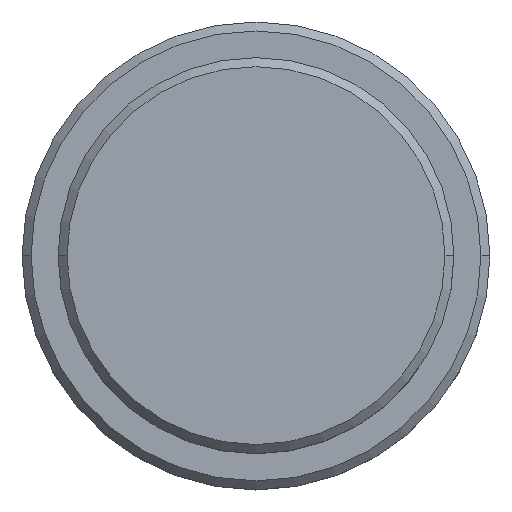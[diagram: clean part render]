
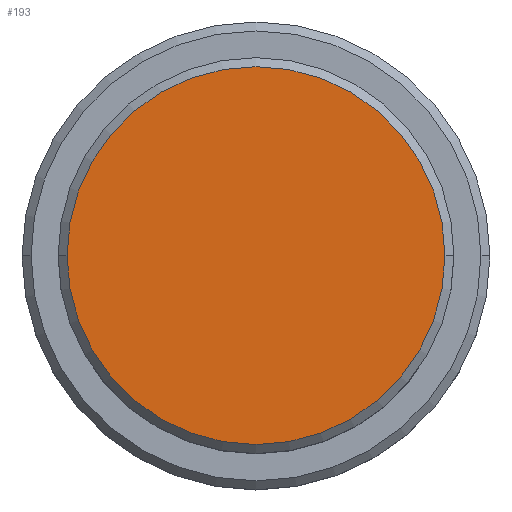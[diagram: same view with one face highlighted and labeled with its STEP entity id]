
A CAD part, top view. The second image highlights one B-rep face of the part: STEP entity #193.
In plain terms, the highlighted planar face has unit normal (0, 0, 1).
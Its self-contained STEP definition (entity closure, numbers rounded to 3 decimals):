
#38 = FACE_OUTER_BOUND ( 'NONE', #973, .T. ) ;
#49 = AXIS2_PLACEMENT_3D ( 'NONE', #865, #551, #1285 ) ;
#60 = VERTEX_POINT ( 'NONE', #884 ) ;
#192 = AXIS2_PLACEMENT_3D ( 'NONE', #276, #406, #1160 ) ;
#193 = ADVANCED_FACE ( 'NONE', ( #38 ), #834, .T. ) ;
#276 = CARTESIAN_POINT ( 'NONE',  ( 0., 0., 0. ) ) ;
#298 = ORIENTED_EDGE ( 'NONE', *, *, #705, .T. ) ;
#301 = EDGE_CURVE ( 'NONE', #1290, #60, #799, .T. ) ;
#406 = DIRECTION ( 'NONE',  ( 0., 0., 1. ) ) ;
#417 = CARTESIAN_POINT ( 'NONE',  ( 10.5, 0., 0. ) ) ;
#551 = DIRECTION ( 'NONE',  ( 0., 0., 1. ) ) ;
#595 = DIRECTION ( 'NONE',  ( 0., 0., 1. ) ) ;
#705 = EDGE_CURVE ( 'NONE', #60, #1290, #759, .T. ) ;
#707 = CARTESIAN_POINT ( 'NONE',  ( 0., 0., 0. ) ) ;
#759 = CIRCLE ( 'NONE', #1352, 10.5 ) ;
#799 = CIRCLE ( 'NONE', #49, 10.5 ) ;
#834 = PLANE ( 'NONE',  #192 ) ;
#865 = CARTESIAN_POINT ( 'NONE',  ( 0., 0., 0. ) ) ;
#868 = ORIENTED_EDGE ( 'NONE', *, *, #301, .T. ) ;
#884 = CARTESIAN_POINT ( 'NONE',  ( -10.5, 0., 0. ) ) ;
#973 = EDGE_LOOP ( 'NONE', ( #298, #868 ) ) ;
#1160 = DIRECTION ( 'NONE',  ( 1., 0., 0. ) ) ;
#1230 = DIRECTION ( 'NONE',  ( 1., 0., 0. ) ) ;
#1285 = DIRECTION ( 'NONE',  ( 1., 0., 0. ) ) ;
#1290 = VERTEX_POINT ( 'NONE', #417 ) ;
#1352 = AXIS2_PLACEMENT_3D ( 'NONE', #707, #595, #1230 ) ;
